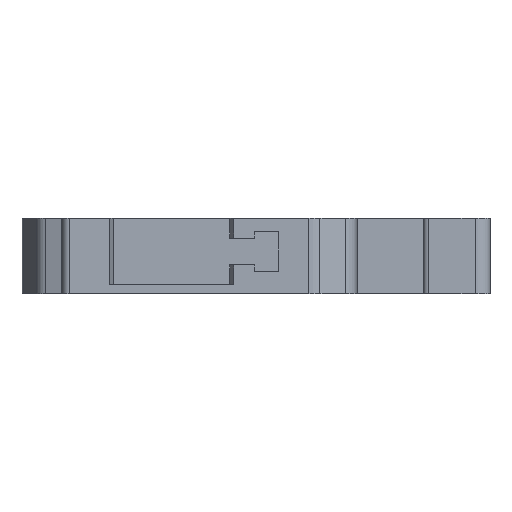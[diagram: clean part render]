
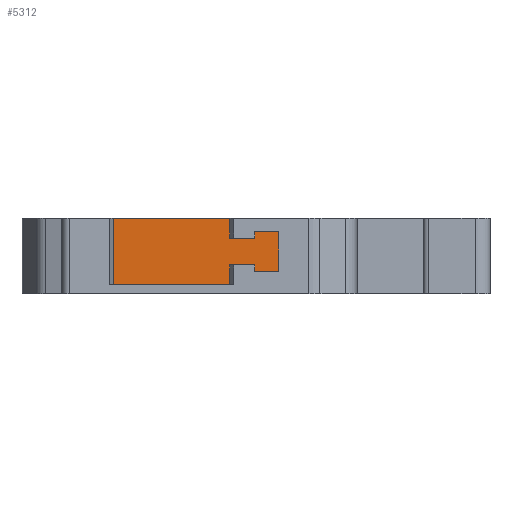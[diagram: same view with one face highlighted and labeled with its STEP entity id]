
A CAD part, left-side view. The second image highlights one B-rep face of the part: STEP entity #5312.
In plain terms, the highlighted planar face has unit normal (-1, 0, 0).
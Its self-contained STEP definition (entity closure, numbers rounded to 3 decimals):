
#37=DIRECTION('',(0.,-1.,0.));
#38=VECTOR('',#37,7.85);
#39=CARTESIAN_POINT('',(-19.1,21.425,0.));
#40=LINE('',#39,#38);
#1856=DIRECTION('',(0.,0.,1.));
#1857=VECTOR('',#1856,4.5);
#1858=CARTESIAN_POINT('',(-19.1,21.425,-4.5));
#1859=LINE('',#1858,#1857);
#1860=DIRECTION('',(0.,1.,0.));
#1861=VECTOR('',#1860,7.85);
#1862=CARTESIAN_POINT('',(-19.1,13.575,-4.5));
#1863=LINE('',#1862,#1861);
#1880=DIRECTION('',(0.,0.,1.));
#1881=VECTOR('',#1880,1.35);
#1882=CARTESIAN_POINT('',(-19.1,13.575,-4.5));
#1883=LINE('',#1882,#1881);
#1888=DIRECTION('',(0.,0.,1.));
#1889=VECTOR('',#1888,1.35);
#1890=CARTESIAN_POINT('',(-19.1,13.575,-1.35));
#1891=LINE('',#1890,#1889);
#1896=DIRECTION('',(0.,-1.,0.));
#1897=VECTOR('',#1896,1.675);
#1898=CARTESIAN_POINT('',(-19.1,13.575,-3.15));
#1899=LINE('',#1898,#1897);
#1908=DIRECTION('',(0.,0.,-1.));
#1909=VECTOR('',#1908,0.45);
#1910=CARTESIAN_POINT('',(-19.1,11.9,-3.15));
#1911=LINE('',#1910,#1909);
#1920=DIRECTION('',(0.,-1.,0.));
#1921=VECTOR('',#1920,1.65);
#1922=CARTESIAN_POINT('',(-19.1,11.9,-3.6));
#1923=LINE('',#1922,#1921);
#1932=DIRECTION('',(0.,0.,1.));
#1933=VECTOR('',#1932,2.7);
#1934=CARTESIAN_POINT('',(-19.1,10.25,-3.6));
#1935=LINE('',#1934,#1933);
#1944=DIRECTION('',(0.,1.,0.));
#1945=VECTOR('',#1944,1.65);
#1946=CARTESIAN_POINT('',(-19.1,10.25,-0.9));
#1947=LINE('',#1946,#1945);
#1956=DIRECTION('',(0.,0.,-1.));
#1957=VECTOR('',#1956,0.45);
#1958=CARTESIAN_POINT('',(-19.1,11.9,-0.9));
#1959=LINE('',#1958,#1957);
#1968=DIRECTION('',(0.,1.,0.));
#1969=VECTOR('',#1968,1.675);
#1970=CARTESIAN_POINT('',(-19.1,11.9,-1.35));
#1971=LINE('',#1970,#1969);
#2962=CARTESIAN_POINT('',(-19.1,13.575,-4.5));
#2963=CARTESIAN_POINT('',(-19.1,21.425,-4.5));
#2964=VERTEX_POINT('',#2962);
#2965=VERTEX_POINT('',#2963);
#2966=CARTESIAN_POINT('',(-19.1,21.425,0.));
#2967=VERTEX_POINT('',#2966);
#2968=CARTESIAN_POINT('',(-19.1,13.575,-3.15));
#2969=VERTEX_POINT('',#2968);
#2970=CARTESIAN_POINT('',(-19.1,13.575,-1.35));
#2971=CARTESIAN_POINT('',(-19.1,13.575,0.));
#2972=VERTEX_POINT('',#2970);
#2973=VERTEX_POINT('',#2971);
#2974=CARTESIAN_POINT('',(-19.1,10.25,-3.6));
#2975=CARTESIAN_POINT('',(-19.1,10.25,-0.9));
#2976=VERTEX_POINT('',#2974);
#2977=VERTEX_POINT('',#2975);
#2978=CARTESIAN_POINT('',(-19.1,11.9,-0.9));
#2979=VERTEX_POINT('',#2978);
#2980=CARTESIAN_POINT('',(-19.1,11.9,-1.35));
#2981=VERTEX_POINT('',#2980);
#2982=CARTESIAN_POINT('',(-19.1,11.9,-3.15));
#2983=VERTEX_POINT('',#2982);
#2984=CARTESIAN_POINT('',(-19.1,11.9,-3.6));
#2985=VERTEX_POINT('',#2984);
#5283=CARTESIAN_POINT('',(-19.1,23.4,0.));
#5284=DIRECTION('',(-1.,0.,0.));
#5285=DIRECTION('',(0.,-1.,0.));
#5286=AXIS2_PLACEMENT_3D('',#5283,#5284,#5285);
#5287=PLANE('',#5286);
#5289=ORIENTED_EDGE('',*,*,#5288,.T.);
#5290=ORIENTED_EDGE('',*,*,#5274,.T.);
#5291=ORIENTED_EDGE('',*,*,#3045,.T.);
#5293=ORIENTED_EDGE('',*,*,#5292,.F.);
#5295=ORIENTED_EDGE('',*,*,#5294,.F.);
#5297=ORIENTED_EDGE('',*,*,#5296,.F.);
#5299=ORIENTED_EDGE('',*,*,#5298,.F.);
#5301=ORIENTED_EDGE('',*,*,#5300,.F.);
#5303=ORIENTED_EDGE('',*,*,#5302,.F.);
#5305=ORIENTED_EDGE('',*,*,#5304,.F.);
#5307=ORIENTED_EDGE('',*,*,#5306,.F.);
#5309=ORIENTED_EDGE('',*,*,#5308,.F.);
#5310=EDGE_LOOP('',(#5289,#5290,#5291,#5293,#5295,#5297,#5299,#5301,#5303,#5305,
#5307,#5309));
#5311=FACE_OUTER_BOUND('',#5310,.F.);
#5312=ADVANCED_FACE('',(#5311),#5287,.T.);
#3045=EDGE_CURVE('',#2967,#2973,#40,.T.);
#5274=EDGE_CURVE('',#2965,#2967,#1859,.T.);
#5288=EDGE_CURVE('',#2964,#2965,#1863,.T.);
#5292=EDGE_CURVE('',#2972,#2973,#1891,.T.);
#5294=EDGE_CURVE('',#2981,#2972,#1971,.T.);
#5296=EDGE_CURVE('',#2979,#2981,#1959,.T.);
#5298=EDGE_CURVE('',#2977,#2979,#1947,.T.);
#5300=EDGE_CURVE('',#2976,#2977,#1935,.T.);
#5302=EDGE_CURVE('',#2985,#2976,#1923,.T.);
#5304=EDGE_CURVE('',#2983,#2985,#1911,.T.);
#5306=EDGE_CURVE('',#2969,#2983,#1899,.T.);
#5308=EDGE_CURVE('',#2964,#2969,#1883,.T.);
